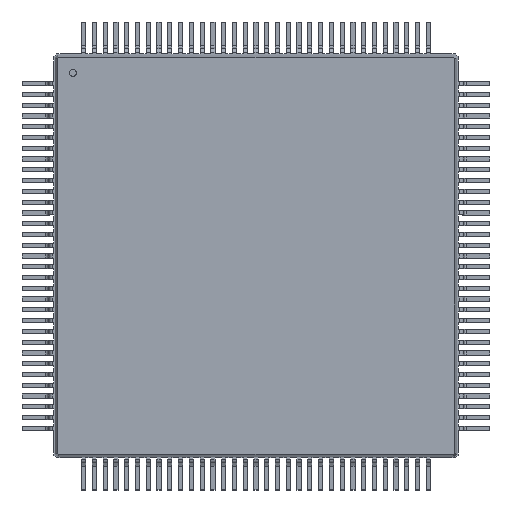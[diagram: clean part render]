
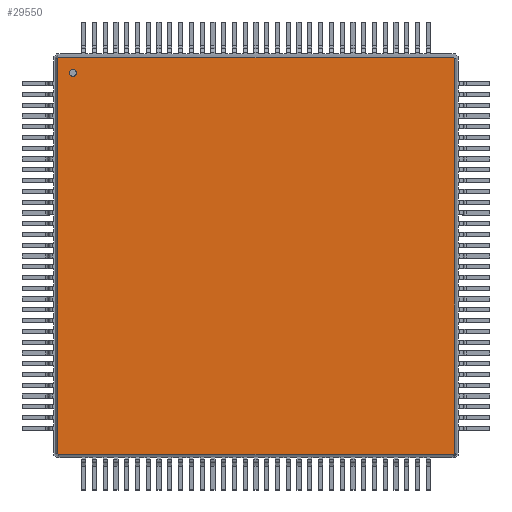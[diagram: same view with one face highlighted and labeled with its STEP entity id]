
A CAD part, top view. The second image highlights one B-rep face of the part: STEP entity #29550.
In plain terms, the highlighted planar face has unit normal (0, 0, 1).
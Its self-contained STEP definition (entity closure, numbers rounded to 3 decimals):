
#13=DIRECTION('',(0.,0.,1.));
#27=VECTOR('',#28,1.);
#28=DIRECTION('',(1.,0.,0.));
#315=VECTOR('',#316,1.);
#316=DIRECTION('',(0.707,-0.707,0.));
#322=VECTOR('',#323,1.);
#323=DIRECTION('',(0.,-1.,0.));
#329=VECTOR('',#330,1.);
#330=DIRECTION('',(-0.707,-0.707,0.));
#336=VECTOR('',#337,1.);
#337=DIRECTION('',(-1.,0.,0.));
#343=VECTOR('',#344,1.);
#344=DIRECTION('',(-0.707,0.707,0.));
#350=VECTOR('',#351,1.);
#351=DIRECTION('',(0.,1.,0.));
#355=VECTOR('',#356,1.);
#356=DIRECTION('',(0.707,0.707,0.));
#11657=VERTEX_POINT('',#11658);
#11658=CARTESIAN_POINT('',(-11.776,11.713,1.6));
#11660=ORIENTED_EDGE('',*,*,#11661,.F.);
#11661=EDGE_CURVE('',#11662,#11657,#11664,.T.);
#11662=VERTEX_POINT('',#11663);
#11663=CARTESIAN_POINT('',(-11.776,-11.713,1.6));
#11664=LINE('',#11663,#350);
#11675=VERTEX_POINT('',#11676);
#11676=CARTESIAN_POINT('',(-11.713,11.776,1.6));
#11678=ORIENTED_EDGE('',*,*,#11679,.F.);
#11679=EDGE_CURVE('',#11657,#11675,#11680,.T.);
#11680=LINE('',#11658,#355);
#11788=VERTEX_POINT('',#11789);
#11789=CARTESIAN_POINT('',(11.713,11.776,1.6));
#11791=ORIENTED_EDGE('',*,*,#11792,.F.);
#11792=EDGE_CURVE('',#11675,#11788,#11793,.T.);
#11793=LINE('',#11676,#27);
#14774=VERTEX_POINT('',#14775);
#14775=CARTESIAN_POINT('',(11.776,11.713,1.6));
#14777=ORIENTED_EDGE('',*,*,#14778,.F.);
#14778=EDGE_CURVE('',#11788,#14774,#14779,.T.);
#14779=LINE('',#11789,#315);
#15052=VERTEX_POINT('',#15053);
#15053=CARTESIAN_POINT('',(11.776,-11.713,1.6));
#15055=ORIENTED_EDGE('',*,*,#15056,.F.);
#15056=EDGE_CURVE('',#14774,#15052,#15057,.T.);
#15057=LINE('',#14775,#322);
#29550=ADVANCED_FACE('',(#29551,#29566),#29576,.T.);
#29551=FACE_BOUND('',#29552,.T.);
#29552=EDGE_LOOP('',(#11791,#11678,#11660,#29553,#29558,#29563,#15055,#14777));
#29553=ORIENTED_EDGE('',*,*,#29554,.F.);
#29554=EDGE_CURVE('',#29555,#11662,#29557,.T.);
#29555=VERTEX_POINT('',#29556);
#29556=CARTESIAN_POINT('',(-11.713,-11.776,1.6));
#29557=LINE('',#29556,#343);
#29558=ORIENTED_EDGE('',*,*,#29559,.F.);
#29559=EDGE_CURVE('',#29560,#29555,#29562,.T.);
#29560=VERTEX_POINT('',#29561);
#29561=CARTESIAN_POINT('',(11.713,-11.776,1.6));
#29562=LINE('',#29561,#336);
#29563=ORIENTED_EDGE('',*,*,#29564,.F.);
#29564=EDGE_CURVE('',#15052,#29560,#29565,.T.);
#29565=LINE('',#15053,#329);
#29566=FACE_BOUND('',#29567,.T.);
#29567=EDGE_LOOP('',(#29568));
#29568=ORIENTED_EDGE('',*,*,#29569,.T.);
#29569=EDGE_CURVE('',#29570,#29570,#29572,.T.);
#29570=VERTEX_POINT('',#29571);
#29571=CARTESIAN_POINT('',(-10.876,10.676,1.6));
#29572=CIRCLE('',#29573,0.2);
#29573=AXIS2_PLACEMENT_3D('',#29574,#29575,#323);
#29574=CARTESIAN_POINT('',(-10.876,10.876,1.6));
#29575=DIRECTION('',(0.,-0.,-1.));
#29576=PLANE('',#29577);
#29577=AXIS2_PLACEMENT_3D('',#11676,#13,#29578);
#29578=DIRECTION('',(0.705,-0.709,0.));
